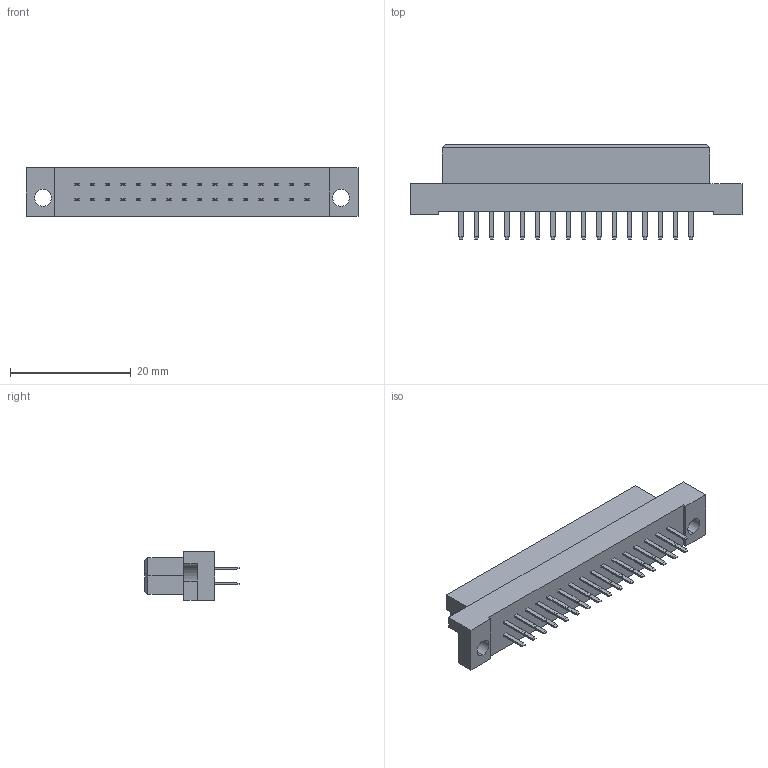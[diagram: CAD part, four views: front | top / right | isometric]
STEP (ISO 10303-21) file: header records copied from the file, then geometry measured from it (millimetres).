
FILE_DESCRIPTION (( 'STEP AP203' ), '1' );
FILE_NAME ('464-132-621-211.STEP', '2019-11-11T16:18:32', ( '' ), ( '' ), 'SwSTEP 2.0', 'SolidWorks 2020', '' );
FILE_SCHEMA (( 'CONFIG_CONTROL_DESIGN' ));
Length unit declared in the file: millimetre
Products named in the file (3): 464-290_21; 464-132-621-211; 464 Part_32
Assembly tree (33 placements, depth 2):
  464-132-621-211
    464 Part_32
    464-290_21  x32
Bounding box: 55 x 15.6 x 8.1 mm (x, y, z)
Volume: 3399 mm3; surface area: 3798.6 mm2
Topology: 33 solids, 33 shells, 775 faces, 1764 edges, 1088 vertices
Faces by surface type: plane 769, cylinder 6
Entity records: 14683 total; most frequent: CARTESIAN_POINT 2361, ORIENTED_EDGE 2288, DIRECTION 2158, EDGE_CURVE 1144, LINE 1132, VECTOR 1132, VERTEX_POINT 716, EDGE_LOOP 566
